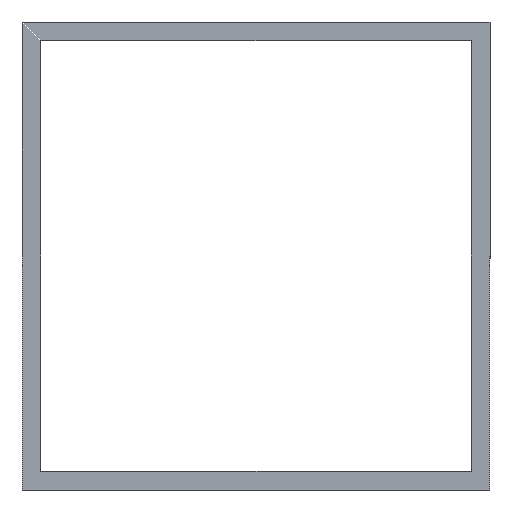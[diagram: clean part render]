
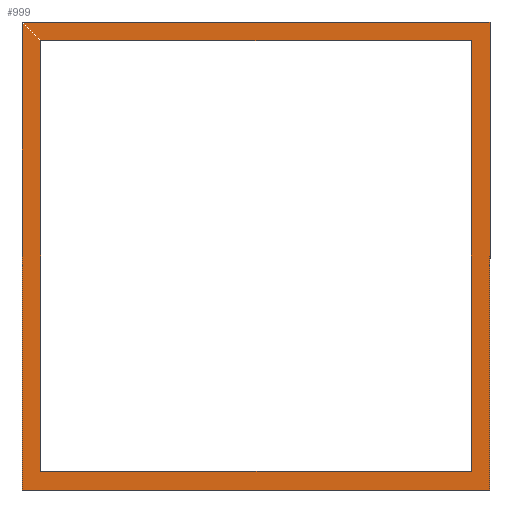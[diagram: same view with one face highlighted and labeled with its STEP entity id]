
A CAD part, front view. The second image highlights one B-rep face of the part: STEP entity #999.
In plain terms, the highlighted planar face has unit normal (0, -1, 0).
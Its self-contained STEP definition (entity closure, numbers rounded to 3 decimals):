
#16 = CARTESIAN_POINT ( 'NONE',  ( 12.5, 0., -12.5 ) ) ;
#24 = LINE ( 'NONE', #1758, #1321 ) ;
#30 = LINE ( 'NONE', #916, #1150 ) ;
#94 = CARTESIAN_POINT ( 'NONE',  ( 0., 0., 0. ) ) ;
#98 = LINE ( 'NONE', #216, #1702 ) ;
#134 = CARTESIAN_POINT ( 'NONE',  ( 11.5, 0., -11.5 ) ) ;
#216 = CARTESIAN_POINT ( 'NONE',  ( -11.5, 0., -11.5 ) ) ;
#219 = LINE ( 'NONE', #260, #676 ) ;
#229 = EDGE_CURVE ( 'NONE', #1222, #801, #98, .T. ) ;
#243 = CARTESIAN_POINT ( 'NONE',  ( -11.5, 0., -11.5 ) ) ;
#260 = CARTESIAN_POINT ( 'NONE',  ( -12.5, 0., 12.5 ) ) ;
#296 = EDGE_CURVE ( 'NONE', #548, #708, #219, .T. ) ;
#307 = VERTEX_POINT ( 'NONE', #362 ) ;
#313 = EDGE_CURVE ( 'NONE', #801, #1813, #648, .T. ) ;
#329 = ORIENTED_EDGE ( 'NONE', *, *, #1814, .F. ) ;
#331 = CARTESIAN_POINT ( 'NONE',  ( -12.5, 0., -12.5 ) ) ;
#362 = CARTESIAN_POINT ( 'NONE',  ( -12.5, 0., -12.5 ) ) ;
#364 = DIRECTION ( 'NONE',  ( 1., 0., 0. ) ) ;
#408 = AXIS2_PLACEMENT_3D ( 'NONE', #94, #870, #1314 ) ;
#418 = ORIENTED_EDGE ( 'NONE', *, *, #1903, .T. ) ;
#447 = ORIENTED_EDGE ( 'NONE', *, *, #229, .T. ) ;
#485 = DIRECTION ( 'NONE',  ( -1., 0., 0. ) ) ;
#490 = EDGE_LOOP ( 'NONE', ( #1361, #418, #1467, #447 ) ) ;
#511 = VECTOR ( 'NONE', #485, 1000. ) ;
#521 = EDGE_LOOP ( 'NONE', ( #1704, #1107, #329, #1184 ) ) ;
#532 = LINE ( 'NONE', #1594, #977 ) ;
#548 = VERTEX_POINT ( 'NONE', #1521 ) ;
#561 = VECTOR ( 'NONE', #364, 1000. ) ;
#567 = VERTEX_POINT ( 'NONE', #16 ) ;
#570 = DIRECTION ( 'NONE',  ( 0., 0., 1. ) ) ;
#648 = LINE ( 'NONE', #243, #1004 ) ;
#676 = VECTOR ( 'NONE', #1936, 1000. ) ;
#679 = LINE ( 'NONE', #1887, #561 ) ;
#704 = EDGE_CURVE ( 'NONE', #567, #307, #1723, .T. ) ;
#708 = VERTEX_POINT ( 'NONE', #1428 ) ;
#777 = EDGE_CURVE ( 'NONE', #708, #567, #24, .T. ) ;
#801 = VERTEX_POINT ( 'NONE', #1567 ) ;
#870 = DIRECTION ( 'NONE',  ( 0., 1., 0. ) ) ;
#916 = CARTESIAN_POINT ( 'NONE',  ( -12.5, 0., -12.5 ) ) ;
#931 = DIRECTION ( 'NONE',  ( 0., 0., -1. ) ) ;
#977 = VECTOR ( 'NONE', #931, 1000. ) ;
#999 = ADVANCED_FACE ( 'NONE', ( #1120, #1318 ), #1179, .F. ) ;
#1004 = VECTOR ( 'NONE', #570, 1000. ) ;
#1107 = ORIENTED_EDGE ( 'NONE', *, *, #296, .F. ) ;
#1115 = DIRECTION ( 'NONE',  ( 0., 0., -1. ) ) ;
#1120 = FACE_OUTER_BOUND ( 'NONE', #521, .T. ) ;
#1150 = VECTOR ( 'NONE', #1877, 1000. ) ;
#1179 = PLANE ( 'NONE',  #408 ) ;
#1184 = ORIENTED_EDGE ( 'NONE', *, *, #704, .F. ) ;
#1219 = VERTEX_POINT ( 'NONE', #1979 ) ;
#1222 = VERTEX_POINT ( 'NONE', #134 ) ;
#1246 = CARTESIAN_POINT ( 'NONE',  ( -11.5, 0., 11.5 ) ) ;
#1274 = EDGE_CURVE ( 'NONE', #1219, #1222, #532, .T. ) ;
#1314 = DIRECTION ( 'NONE',  ( 0., 0., 1. ) ) ;
#1318 = FACE_BOUND ( 'NONE', #490, .T. ) ;
#1321 = VECTOR ( 'NONE', #1115, 1000. ) ;
#1361 = ORIENTED_EDGE ( 'NONE', *, *, #313, .T. ) ;
#1428 = CARTESIAN_POINT ( 'NONE',  ( 12.5, 0., 12.5 ) ) ;
#1467 = ORIENTED_EDGE ( 'NONE', *, *, #1274, .T. ) ;
#1521 = CARTESIAN_POINT ( 'NONE',  ( -12.5, 0., 12.5 ) ) ;
#1567 = CARTESIAN_POINT ( 'NONE',  ( -11.5, 0., -11.5 ) ) ;
#1594 = CARTESIAN_POINT ( 'NONE',  ( 11.5, 0., -11.5 ) ) ;
#1702 = VECTOR ( 'NONE', #1769, 1000. ) ;
#1704 = ORIENTED_EDGE ( 'NONE', *, *, #777, .F. ) ;
#1723 = LINE ( 'NONE', #331, #511 ) ;
#1758 = CARTESIAN_POINT ( 'NONE',  ( 12.5, 0., -12.5 ) ) ;
#1769 = DIRECTION ( 'NONE',  ( -1., 0., 0. ) ) ;
#1813 = VERTEX_POINT ( 'NONE', #1246 ) ;
#1814 = EDGE_CURVE ( 'NONE', #307, #548, #30, .T. ) ;
#1877 = DIRECTION ( 'NONE',  ( 0., 0., 1. ) ) ;
#1887 = CARTESIAN_POINT ( 'NONE',  ( -11.5, 0., 11.5 ) ) ;
#1903 = EDGE_CURVE ( 'NONE', #1813, #1219, #679, .T. ) ;
#1936 = DIRECTION ( 'NONE',  ( 1., 0., 0. ) ) ;
#1979 = CARTESIAN_POINT ( 'NONE',  ( 11.5, 0., 11.5 ) ) ;
